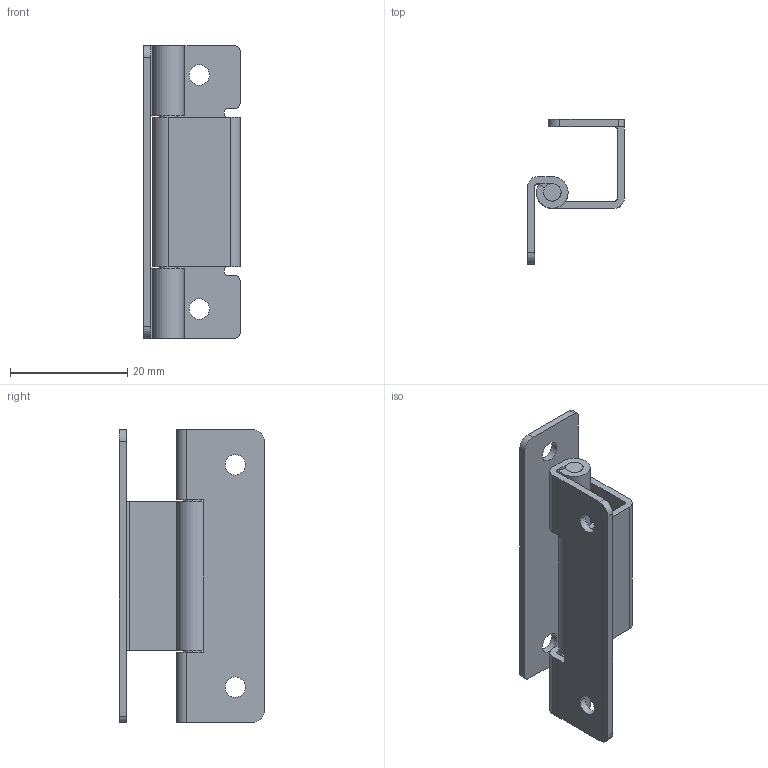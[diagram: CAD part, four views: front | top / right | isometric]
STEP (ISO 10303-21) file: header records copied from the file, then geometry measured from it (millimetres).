
FILE_DESCRIPTION(/* description */ (''),/* implementation_level */ '2;1');
FILE_NAME(/* name */ 'LJ-024',/* time_stamp */ '2025-06-30T08:15:53+08:00',/* author */ (''),/* organization */ (''),/* preprocessor_version */ 'ST-DEVELOPER v19.2',/* originating_system */ 'Rhino 8.5',/* authorisation */ '');
FILE_SCHEMA (('CONFIG_CONTROL_DESIGN'));
Length unit declared in the file: millimetre
Products named in the file (1): Document
Bounding box: 16.5 x 24.8 x 50 mm (x, y, z)
Volume: 3300.8 mm3; surface area: 5924.3 mm2
Topology: 3 solids, 3 shells, 70 faces, 192 edges, 128 vertices
Faces by surface type: cylinder 36, plane 34
Entity records: 2351 total; most frequent: CARTESIAN_POINT 656, ORIENTED_EDGE 384, DIRECTION 218, EDGE_CURVE 192, AXIS2_PLACEMENT_3D 144, VERTEX_POINT 128, B_SPLINE_CURVE_WITH_KNOTS 99, EDGE_LOOP 78
